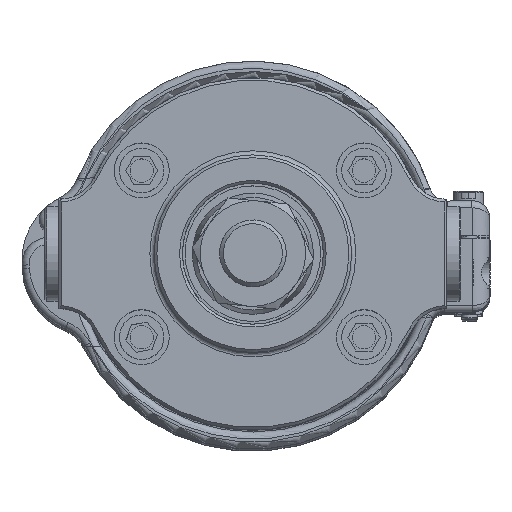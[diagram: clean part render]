
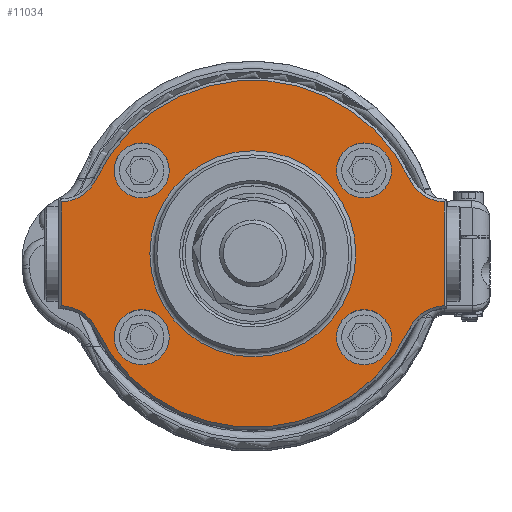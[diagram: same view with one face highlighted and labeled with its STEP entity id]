
A CAD part, top view. The second image highlights one B-rep face of the part: STEP entity #11034.
In plain terms, the highlighted planar face has unit normal (0, 0, 1).
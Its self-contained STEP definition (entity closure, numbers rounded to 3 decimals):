
#130 = VECTOR ( 'NONE', #11513, 1000. ) ;
#135 = CARTESIAN_POINT ( 'NONE',  ( 24.953, -15., 25.4 ) ) ;
#317 = DIRECTION ( 'NONE',  ( 1., 0., 0. ) ) ;
#433 = CIRCLE ( 'NONE', #12872, 7.112 ) ;
#653 = DIRECTION ( 'NONE',  ( 0., 0., 1. ) ) ;
#774 = EDGE_CURVE ( 'NONE', #11905, #2900, #433, .T. ) ;
#1015 = CARTESIAN_POINT ( 'NONE',  ( 34.417, 9.842, 25.4 ) ) ;
#1023 = ORIENTED_EDGE ( 'NONE', *, *, #774, .T. ) ;
#1155 = DIRECTION ( 'NONE',  ( 1., 0., 0. ) ) ;
#1157 = LINE ( 'NONE', #13023, #8750 ) ;
#1397 = AXIS2_PLACEMENT_3D ( 'NONE', #7875, #14364, #11742 ) ;
#1715 = EDGE_LOOP ( 'NONE', ( #10097 ) ) ;
#1832 = DIRECTION ( 'NONE',  ( 0., 0., 1. ) ) ;
#2098 = AXIS2_PLACEMENT_3D ( 'NONE', #4372, #14922, #8340 ) ;
#2127 = DIRECTION ( 'NONE',  ( 1., 0., 0. ) ) ;
#2207 = EDGE_CURVE ( 'NONE', #15491, #15491, #4380, .T. ) ;
#2259 = CARTESIAN_POINT ( 'NONE',  ( 18.542, 0., 25.4 ) ) ;
#2480 = DIRECTION ( 'NONE',  ( 0., 0., -1. ) ) ;
#2585 = AXIS2_PLACEMENT_3D ( 'NONE', #5803, #653, #9929 ) ;
#2900 = VERTEX_POINT ( 'NONE', #10343 ) ;
#3010 = CIRCLE ( 'NONE', #11320, 7.112 ) ;
#3624 = CARTESIAN_POINT ( 'NONE',  ( 24.953, 15., 25.4 ) ) ;
#3803 = PLANE ( 'NONE',  #16704 ) ;
#3953 = CARTESIAN_POINT ( 'NONE',  ( 28.224, -13.397, 25.4 ) ) ;
#4080 = CIRCLE ( 'NONE', #2098, 31.242 ) ;
#4156 = VERTEX_POINT ( 'NONE', #135 ) ;
#4169 = VERTEX_POINT ( 'NONE', #5290 ) ;
#4212 = CIRCLE ( 'NONE', #1397, 7.112 ) ;
#4239 = CIRCLE ( 'NONE', #9746, 7.112 ) ;
#4313 = DIRECTION ( 'NONE',  ( 0., -1., 0. ) ) ;
#4320 = ORIENTED_EDGE ( 'NONE', *, *, #11274, .T. ) ;
#4372 = CARTESIAN_POINT ( 'NONE',  ( 0., 0., 25.4 ) ) ;
#4380 = CIRCLE ( 'NONE', #16250, 4.953 ) ;
#4389 = VERTEX_POINT ( 'NONE', #8297 ) ;
#4400 = VERTEX_POINT ( 'NONE', #13580 ) ;
#4420 = EDGE_CURVE ( 'NONE', #4156, #4156, #8860, .T. ) ;
#4464 = ORIENTED_EDGE ( 'NONE', *, *, #10844, .F. ) ;
#4663 = EDGE_LOOP ( 'NONE', ( #1023, #10847, #10896, #14568, #15539, #7131, #5141, #4320 ) ) ;
#5045 = LINE ( 'NONE', #1015, #130 ) ;
#5086 = AXIS2_PLACEMENT_3D ( 'NONE', #10998, #12109, #6948 ) ;
#5111 = DIRECTION ( 'NONE',  ( 0., 0., 1. ) ) ;
#5141 = ORIENTED_EDGE ( 'NONE', *, *, #6047, .T. ) ;
#5290 = CARTESIAN_POINT ( 'NONE',  ( -34.417, -9.338, 25.4 ) ) ;
#5803 = CARTESIAN_POINT ( 'NONE',  ( 0., 0., 25.4 ) ) ;
#5890 = EDGE_LOOP ( 'NONE', ( #4464 ) ) ;
#6047 = EDGE_CURVE ( 'NONE', #4169, #8003, #4212, .T. ) ;
#6343 = DIRECTION ( 'NONE',  ( 1., 0., 0. ) ) ;
#6709 = VERTEX_POINT ( 'NONE', #10389 ) ;
#6894 = EDGE_CURVE ( 'NONE', #14689, #4400, #4239, .T. ) ;
#6948 = DIRECTION ( 'NONE',  ( 1., 0., 0. ) ) ;
#7131 = ORIENTED_EDGE ( 'NONE', *, *, #11455, .T. ) ;
#7150 = DIRECTION ( 'NONE',  ( 1., 0., 0. ) ) ;
#7265 = EDGE_LOOP ( 'NONE', ( #14193 ) ) ;
#7354 = CARTESIAN_POINT ( 'NONE',  ( 20., -15., 25.4 ) ) ;
#7398 = DIRECTION ( 'NONE',  ( 0., 0., -1. ) ) ;
#7690 = ORIENTED_EDGE ( 'NONE', *, *, #4420, .F. ) ;
#7747 = CIRCLE ( 'NONE', #16590, 4.953 ) ;
#7819 = CARTESIAN_POINT ( 'NONE',  ( 34.417, 9.338, 25.4 ) ) ;
#7875 = CARTESIAN_POINT ( 'NONE',  ( -34.649, -16.447, 25.4 ) ) ;
#8003 = VERTEX_POINT ( 'NONE', #8422 ) ;
#8009 = ORIENTED_EDGE ( 'NONE', *, *, #12835, .T. ) ;
#8203 = CARTESIAN_POINT ( 'NONE',  ( 34.649, 16.446, 25.4 ) ) ;
#8297 = CARTESIAN_POINT ( 'NONE',  ( 28.224, 13.397, 25.4 ) ) ;
#8340 = DIRECTION ( 'NONE',  ( 1., 0., 0. ) ) ;
#8422 = CARTESIAN_POINT ( 'NONE',  ( -28.224, -13.397, 25.4 ) ) ;
#8682 = CIRCLE ( 'NONE', #2585, 31.242 ) ;
#8750 = VECTOR ( 'NONE', #4313, 1000. ) ;
#8860 = CIRCLE ( 'NONE', #11074, 4.953 ) ;
#9266 = EDGE_LOOP ( 'NONE', ( #8009 ) ) ;
#9499 = CIRCLE ( 'NONE', #5086, 4.953 ) ;
#9746 = AXIS2_PLACEMENT_3D ( 'NONE', #11276, #7398, #11516 ) ;
#9929 = DIRECTION ( 'NONE',  ( 1., 0., 0. ) ) ;
#10091 = DIRECTION ( 'NONE',  ( 0., 0., 1. ) ) ;
#10097 = ORIENTED_EDGE ( 'NONE', *, *, #2207, .F. ) ;
#10192 = CARTESIAN_POINT ( 'NONE',  ( 34.649, -16.447, 25.4 ) ) ;
#10343 = CARTESIAN_POINT ( 'NONE',  ( 34.417, -9.338, 25.4 ) ) ;
#10389 = CARTESIAN_POINT ( 'NONE',  ( -15.047, -15., 25.4 ) ) ;
#10844 = EDGE_CURVE ( 'NONE', #12564, #12564, #9499, .T. ) ;
#10847 = ORIENTED_EDGE ( 'NONE', *, *, #13562, .T. ) ;
#10896 = ORIENTED_EDGE ( 'NONE', *, *, #13008, .T. ) ;
#10998 = CARTESIAN_POINT ( 'NONE',  ( -20., 15., 25.4 ) ) ;
#11034 = ADVANCED_FACE ( 'NONE', ( #15577, #14280, #15660, #16796, #12957, #11660 ), #3803, .T. ) ;
#11044 = AXIS2_PLACEMENT_3D ( 'NONE', #11831, #15916, #6343 ) ;
#11074 = AXIS2_PLACEMENT_3D ( 'NONE', #7354, #13930, #12522 ) ;
#11274 = EDGE_CURVE ( 'NONE', #8003, #11905, #8682, .T. ) ;
#11276 = CARTESIAN_POINT ( 'NONE',  ( -34.649, 16.446, 25.4 ) ) ;
#11320 = AXIS2_PLACEMENT_3D ( 'NONE', #8203, #12176, #317 ) ;
#11455 = EDGE_CURVE ( 'NONE', #4400, #4169, #1157, .T. ) ;
#11513 = DIRECTION ( 'NONE',  ( 0., 1., 0. ) ) ;
#11516 = DIRECTION ( 'NONE',  ( 1., 0., 0. ) ) ;
#11521 = EDGE_LOOP ( 'NONE', ( #7690 ) ) ;
#11660 = FACE_BOUND ( 'NONE', #11521, .T. ) ;
#11742 = DIRECTION ( 'NONE',  ( 1., 0., 0. ) ) ;
#11831 = CARTESIAN_POINT ( 'NONE',  ( 0., 0., 25.4 ) ) ;
#11832 = DIRECTION ( 'NONE',  ( 1., 0., 0. ) ) ;
#11905 = VERTEX_POINT ( 'NONE', #3953 ) ;
#12109 = DIRECTION ( 'NONE',  ( 0., 0., 1. ) ) ;
#12176 = DIRECTION ( 'NONE',  ( 0., 0., -1. ) ) ;
#12381 = EDGE_CURVE ( 'NONE', #4389, #14689, #4080, .T. ) ;
#12522 = DIRECTION ( 'NONE',  ( 1., 0., 0. ) ) ;
#12564 = VERTEX_POINT ( 'NONE', #15107 ) ;
#12835 = EDGE_CURVE ( 'NONE', #14146, #14146, #15739, .T. ) ;
#12872 = AXIS2_PLACEMENT_3D ( 'NONE', #10192, #2480, #2127 ) ;
#12957 = FACE_BOUND ( 'NONE', #7265, .T. ) ;
#13008 = EDGE_CURVE ( 'NONE', #13657, #4389, #3010, .T. ) ;
#13021 = CARTESIAN_POINT ( 'NONE',  ( 20., 15., 25.4 ) ) ;
#13023 = CARTESIAN_POINT ( 'NONE',  ( -34.417, -9.843, 25.4 ) ) ;
#13389 = EDGE_CURVE ( 'NONE', #6709, #6709, #7747, .T. ) ;
#13523 = CARTESIAN_POINT ( 'NONE',  ( -28.224, 13.397, 25.4 ) ) ;
#13562 = EDGE_CURVE ( 'NONE', #2900, #13657, #5045, .T. ) ;
#13580 = CARTESIAN_POINT ( 'NONE',  ( -34.417, 9.338, 25.4 ) ) ;
#13657 = VERTEX_POINT ( 'NONE', #7819 ) ;
#13930 = DIRECTION ( 'NONE',  ( 0., 0., 1. ) ) ;
#14146 = VERTEX_POINT ( 'NONE', #2259 ) ;
#14193 = ORIENTED_EDGE ( 'NONE', *, *, #13389, .F. ) ;
#14280 = FACE_BOUND ( 'NONE', #9266, .T. ) ;
#14362 = CARTESIAN_POINT ( 'NONE',  ( 0., 0., 25.4 ) ) ;
#14364 = DIRECTION ( 'NONE',  ( 0., 0., -1. ) ) ;
#14568 = ORIENTED_EDGE ( 'NONE', *, *, #12381, .T. ) ;
#14689 = VERTEX_POINT ( 'NONE', #13523 ) ;
#14922 = DIRECTION ( 'NONE',  ( 0., 0., 1. ) ) ;
#15107 = CARTESIAN_POINT ( 'NONE',  ( -15.047, 15., 25.4 ) ) ;
#15491 = VERTEX_POINT ( 'NONE', #3624 ) ;
#15539 = ORIENTED_EDGE ( 'NONE', *, *, #6894, .T. ) ;
#15577 = FACE_OUTER_BOUND ( 'NONE', #4663, .T. ) ;
#15660 = FACE_BOUND ( 'NONE', #1715, .T. ) ;
#15739 = CIRCLE ( 'NONE', #11044, 18.542 ) ;
#15916 = DIRECTION ( 'NONE',  ( 0., 0., -1. ) ) ;
#16250 = AXIS2_PLACEMENT_3D ( 'NONE', #13021, #10091, #1155 ) ;
#16476 = CARTESIAN_POINT ( 'NONE',  ( -20., -15., 25.4 ) ) ;
#16590 = AXIS2_PLACEMENT_3D ( 'NONE', #16476, #1832, #7150 ) ;
#16704 = AXIS2_PLACEMENT_3D ( 'NONE', #14362, #5111, #11832 ) ;
#16796 = FACE_BOUND ( 'NONE', #5890, .T. ) ;
